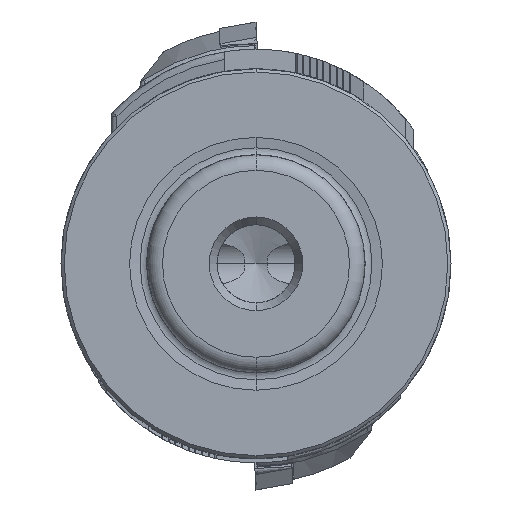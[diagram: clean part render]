
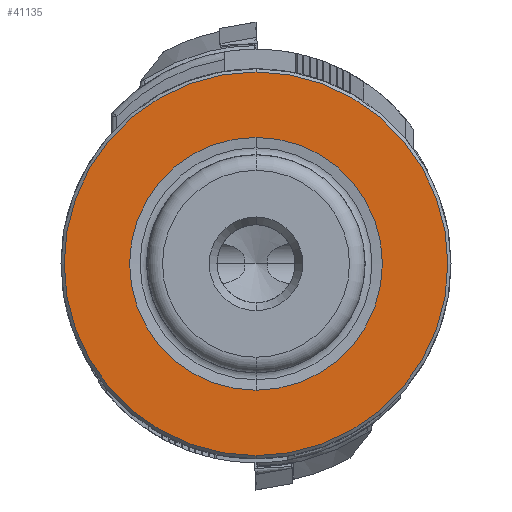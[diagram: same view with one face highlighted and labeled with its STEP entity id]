
A CAD part, left-side view. The second image highlights one B-rep face of the part: STEP entity #41135.
In plain terms, the highlighted planar face has unit normal (-1, 0, 0).
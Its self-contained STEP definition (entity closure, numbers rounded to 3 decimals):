
#890 = CARTESIAN_POINT ( 'NONE',  ( 0., 0., -12.3 ) ) ;
#2222 = DIRECTION ( 'NONE',  ( 1., 0., 0. ) ) ;
#2921 = VERTEX_POINT ( 'NONE', #14155 ) ;
#2950 = EDGE_LOOP ( 'NONE', ( #5185, #8687 ) ) ;
#3181 = EDGE_CURVE ( 'NONE', #2921, #48533, #5239, .T. ) ;
#5185 = ORIENTED_EDGE ( 'NONE', *, *, #9048, .T. ) ;
#5239 = CIRCLE ( 'NONE', #15167, 12.3 ) ;
#6257 = VERTEX_POINT ( 'NONE', #35380 ) ;
#6856 = DIRECTION ( 'NONE',  ( -1., 0., 0. ) ) ;
#8262 = EDGE_CURVE ( 'NONE', #6257, #32248, #49752, .T. ) ;
#8687 = ORIENTED_EDGE ( 'NONE', *, *, #3181, .T. ) ;
#9048 = EDGE_CURVE ( 'NONE', #48533, #2921, #18726, .T. ) ;
#14155 = CARTESIAN_POINT ( 'NONE',  ( 0., 0., 12.3 ) ) ;
#14765 = FACE_OUTER_BOUND ( 'NONE', #2950, .T. ) ;
#15167 = AXIS2_PLACEMENT_3D ( 'NONE', #20307, #20324, #20451 ) ;
#18726 = CIRCLE ( 'NONE', #37525, 12.3 ) ;
#20307 = CARTESIAN_POINT ( 'NONE',  ( 0., 0., 0. ) ) ;
#20324 = DIRECTION ( 'NONE',  ( -1., 0., 0. ) ) ;
#20451 = DIRECTION ( 'NONE',  ( 0., 0., 1. ) ) ;
#21471 = AXIS2_PLACEMENT_3D ( 'NONE', #31189, #6856, #35305 ) ;
#21499 = ORIENTED_EDGE ( 'NONE', *, *, #42156, .F. ) ;
#22812 = ORIENTED_EDGE ( 'NONE', *, *, #8262, .F. ) ;
#23839 = DIRECTION ( 'NONE',  ( -1., 0., 0. ) ) ;
#23976 = CARTESIAN_POINT ( 'NONE',  ( 0., 0., 0. ) ) ;
#24262 = AXIS2_PLACEMENT_3D ( 'NONE', #48047, #23839, #52043 ) ;
#25575 = FACE_BOUND ( 'NONE', #34853, .T. ) ;
#26470 = PLANE ( 'NONE',  #47232 ) ;
#28084 = DIRECTION ( 'NONE',  ( 0., 0., 1. ) ) ;
#30561 = DIRECTION ( 'NONE',  ( 0., 0., -1. ) ) ;
#31189 = CARTESIAN_POINT ( 'NONE',  ( 0., 0., 0. ) ) ;
#32248 = VERTEX_POINT ( 'NONE', #51411 ) ;
#34853 = EDGE_LOOP ( 'NONE', ( #22812, #21499 ) ) ;
#35305 = DIRECTION ( 'NONE',  ( 0., 0., 1. ) ) ;
#35380 = CARTESIAN_POINT ( 'NONE',  ( 0., 0., 8.103 ) ) ;
#37525 = AXIS2_PLACEMENT_3D ( 'NONE', #23976, #52172, #28084 ) ;
#38231 = CIRCLE ( 'NONE', #24262, 8.103 ) ;
#41135 = ADVANCED_FACE ( 'NONE', ( #25575, #14765 ), #26470, .F. ) ;
#42156 = EDGE_CURVE ( 'NONE', #32248, #6257, #38231, .T. ) ;
#42585 = CARTESIAN_POINT ( 'NONE',  ( 0., 8.103, 0. ) ) ;
#47232 = AXIS2_PLACEMENT_3D ( 'NONE', #42585, #2222, #30561 ) ;
#48047 = CARTESIAN_POINT ( 'NONE',  ( 0., 0., 0. ) ) ;
#48533 = VERTEX_POINT ( 'NONE', #890 ) ;
#49752 = CIRCLE ( 'NONE', #21471, 8.103 ) ;
#51411 = CARTESIAN_POINT ( 'NONE',  ( 0., 0., -8.103 ) ) ;
#52043 = DIRECTION ( 'NONE',  ( 0., 0., 1. ) ) ;
#52172 = DIRECTION ( 'NONE',  ( -1., 0., 0. ) ) ;
